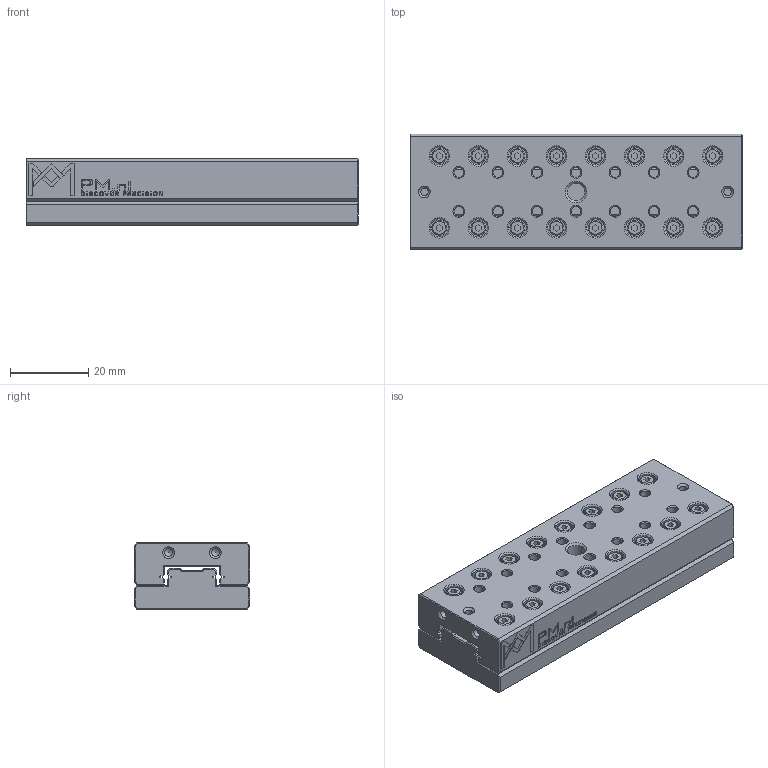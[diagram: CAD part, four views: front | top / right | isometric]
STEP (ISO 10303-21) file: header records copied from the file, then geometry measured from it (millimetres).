
FILE_DESCRIPTION(/* description */ (''),/* implementation_level */ '2;1');
FILE_NAME(/* name */ 'RT-1580_stp.stp',/* time_stamp */ '2024-10-04T14:25:54+02:00',/* author */ (''),/* organization */ (''),/* preprocessor_version */ 'ST-DEVELOPER v16.7',/* originating_system */ 'SIEMENS PLM Software NX 12.0',/* authorisation */ '');
FILE_SCHEMA (('AUTOMOTIVE_DESIGN { 1 0 10303 214 3 1 1 1 }'));
Length unit declared in the file: millimetre
Products named in the file (1): RT-1580_stp
Bounding box: 85 x 29.6 x 17 mm (x, y, z)
Volume: 38863.7 mm3; surface area: 18786.2 mm2
Topology: 2 solids, 2 shells, 1288 faces, 3149 edges, 2049 vertices
Faces by surface type: plane 880, bspline 180, cone 119, cylinder 109
Full cylindrical faces by diameter (mm): 2 x14, 2.5 x14, 3 x6, 3.8 x32, 4.5 x1, 4.6 x32, 5 x4
Entity records: 41043 total; most frequent: CARTESIAN_POINT 8669, ORIENTED_EDGE 5798, DIRECTION 5082, EDGE_CURVE 2899, LINE 2198, VECTOR 2198, VERTEX_POINT 2021, EDGE_LOOP 1732
